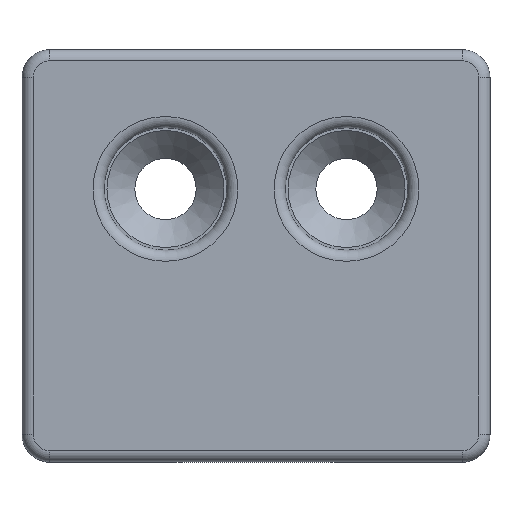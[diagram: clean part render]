
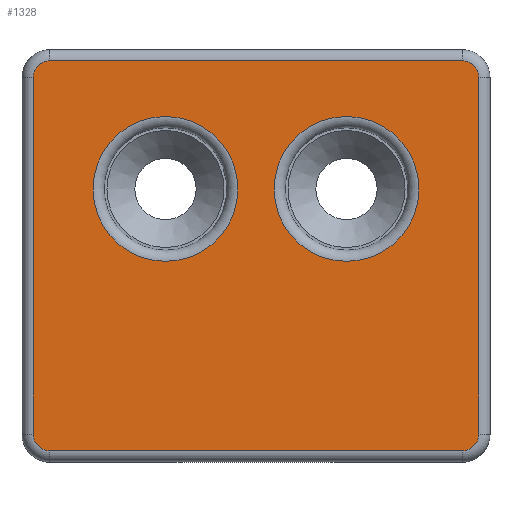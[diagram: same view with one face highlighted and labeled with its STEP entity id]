
A CAD part, top view. The second image highlights one B-rep face of the part: STEP entity #1328.
In plain terms, the highlighted planar face has unit normal (0, 0, 1).
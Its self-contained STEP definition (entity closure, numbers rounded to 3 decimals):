
#101=FACE_BOUND('',#281,.T.);
#102=FACE_BOUND('',#282,.T.);
#115=PLANE('',#1510);
#188=FACE_OUTER_BOUND('',#280,.T.);
#280=EDGE_LOOP('',(#1170,#1171,#1172,#1173,#1174,#1175,#1176,#1177));
#281=EDGE_LOOP('',(#1178));
#282=EDGE_LOOP('',(#1179));
#360=LINE('',#2682,#432);
#361=LINE('',#2686,#433);
#362=LINE('',#2690,#434);
#363=LINE('',#2693,#435);
#432=VECTOR('',#1910,10.);
#433=VECTOR('',#1913,10.);
#434=VECTOR('',#1916,10.);
#435=VECTOR('',#1919,10.);
#535=CIRCLE('',#1506,2.6);
#539=CIRCLE('',#1511,0.6);
#540=CIRCLE('',#1512,0.6);
#541=CIRCLE('',#1513,0.6);
#542=CIRCLE('',#1514,0.6);
#543=CIRCLE('',#1515,2.6);
#653=VERTEX_POINT('',#2670);
#656=VERTEX_POINT('',#2678);
#657=VERTEX_POINT('',#2679);
#658=VERTEX_POINT('',#2681);
#659=VERTEX_POINT('',#2683);
#660=VERTEX_POINT('',#2685);
#661=VERTEX_POINT('',#2687);
#662=VERTEX_POINT('',#2689);
#663=VERTEX_POINT('',#2691);
#664=VERTEX_POINT('',#2694);
#830=EDGE_CURVE('',#653,#653,#535,.T.);
#834=EDGE_CURVE('',#656,#657,#539,.T.);
#835=EDGE_CURVE('',#658,#656,#360,.T.);
#836=EDGE_CURVE('',#659,#658,#540,.T.);
#837=EDGE_CURVE('',#660,#659,#361,.T.);
#838=EDGE_CURVE('',#661,#660,#541,.T.);
#839=EDGE_CURVE('',#662,#661,#362,.T.);
#840=EDGE_CURVE('',#663,#662,#542,.T.);
#841=EDGE_CURVE('',#657,#663,#363,.T.);
#842=EDGE_CURVE('',#664,#664,#543,.T.);
#1170=ORIENTED_EDGE('',*,*,#834,.F.);
#1171=ORIENTED_EDGE('',*,*,#835,.F.);
#1172=ORIENTED_EDGE('',*,*,#836,.F.);
#1173=ORIENTED_EDGE('',*,*,#837,.F.);
#1174=ORIENTED_EDGE('',*,*,#838,.F.);
#1175=ORIENTED_EDGE('',*,*,#839,.F.);
#1176=ORIENTED_EDGE('',*,*,#840,.F.);
#1177=ORIENTED_EDGE('',*,*,#841,.F.);
#1178=ORIENTED_EDGE('',*,*,#842,.F.);
#1179=ORIENTED_EDGE('',*,*,#830,.F.);
#1328=ADVANCED_FACE('',(#188,#101,#102),#115,.T.);
#1506=AXIS2_PLACEMENT_3D('',#2671,#1898,#1899);
#1510=AXIS2_PLACEMENT_3D('',#2677,#1906,#1907);
#1511=AXIS2_PLACEMENT_3D('',#2680,#1908,#1909);
#1512=AXIS2_PLACEMENT_3D('',#2684,#1911,#1912);
#1513=AXIS2_PLACEMENT_3D('',#2688,#1914,#1915);
#1514=AXIS2_PLACEMENT_3D('',#2692,#1917,#1918);
#1515=AXIS2_PLACEMENT_3D('',#2695,#1920,#1921);
#1898=DIRECTION('center_axis',(0.,0.,1.));
#1899=DIRECTION('ref_axis',(-1.,0.,0.));
#1906=DIRECTION('center_axis',(0.,0.,1.));
#1907=DIRECTION('ref_axis',(1.,0.,0.));
#1908=DIRECTION('center_axis',(0.,0.,-1.));
#1909=DIRECTION('ref_axis',(-0.707,-0.707,0.));
#1910=DIRECTION('',(-1.,0.,0.));
#1911=DIRECTION('center_axis',(0.,0.,-1.));
#1912=DIRECTION('ref_axis',(0.707,-0.707,0.));
#1913=DIRECTION('',(0.,-1.,0.));
#1914=DIRECTION('center_axis',(0.,0.,-1.));
#1915=DIRECTION('ref_axis',(0.707,0.707,0.));
#1916=DIRECTION('',(1.,0.,0.));
#1917=DIRECTION('center_axis',(0.,0.,-1.));
#1918=DIRECTION('ref_axis',(-0.707,0.707,0.));
#1919=DIRECTION('',(0.,1.,0.));
#1920=DIRECTION('center_axis',(0.,0.,1.));
#1921=DIRECTION('ref_axis',(-1.,0.,0.));
#2670=CARTESIAN_POINT('',(5.85,-1.75,9.2));
#2671=CARTESIAN_POINT('Origin',(3.25,-1.75,9.2));
#2677=CARTESIAN_POINT('Origin',(0.,-4.15,9.2));
#2678=CARTESIAN_POINT('',(-7.4,-11.15,9.2));
#2679=CARTESIAN_POINT('',(-8.,-10.55,9.2));
#2680=CARTESIAN_POINT('Origin',(-7.4,-10.55,9.2));
#2681=CARTESIAN_POINT('',(7.4,-11.15,9.2));
#2682=CARTESIAN_POINT('',(-4.2,-11.15,9.2));
#2683=CARTESIAN_POINT('',(8.,-10.55,9.2));
#2684=CARTESIAN_POINT('Origin',(7.4,-10.55,9.2));
#2685=CARTESIAN_POINT('',(8.,2.25,9.2));
#2686=CARTESIAN_POINT('',(8.,-7.85,9.2));
#2687=CARTESIAN_POINT('',(7.4,2.85,9.2));
#2688=CARTESIAN_POINT('Origin',(7.4,2.25,9.2));
#2689=CARTESIAN_POINT('',(-7.4,2.85,9.2));
#2690=CARTESIAN_POINT('',(4.2,2.85,9.2));
#2691=CARTESIAN_POINT('',(-8.,2.25,9.2));
#2692=CARTESIAN_POINT('Origin',(-7.4,2.25,9.2));
#2693=CARTESIAN_POINT('',(-8.,-0.45,9.2));
#2694=CARTESIAN_POINT('',(-0.65,-1.75,9.2));
#2695=CARTESIAN_POINT('Origin',(-3.25,-1.75,9.2));
